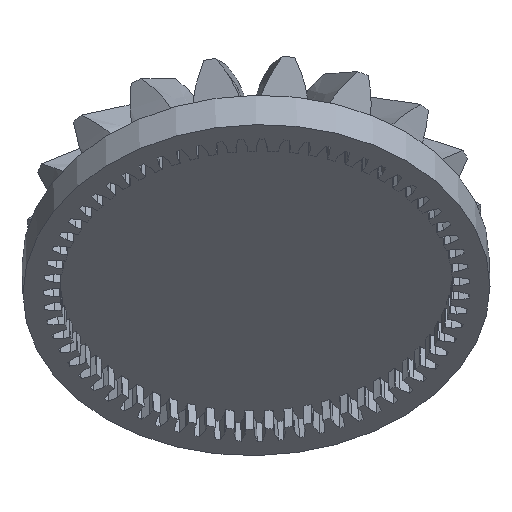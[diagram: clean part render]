
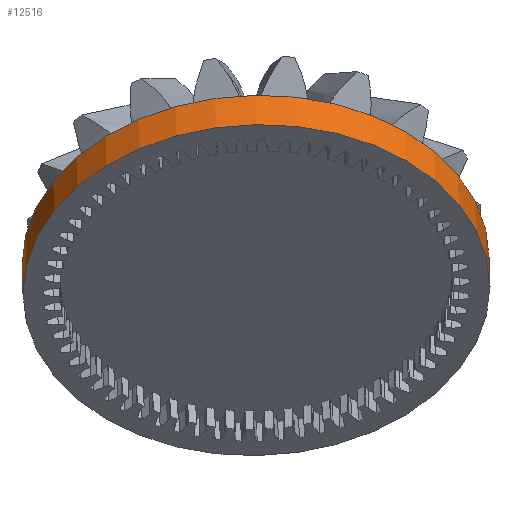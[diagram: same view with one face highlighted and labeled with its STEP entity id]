
A CAD part, top view. The second image highlights one B-rep face of the part: STEP entity #12516.
In plain terms, the highlighted cylindrical face has radius 45 mm (diameter 90 mm), a partial arc.
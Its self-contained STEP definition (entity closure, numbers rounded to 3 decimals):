
#1587=CARTESIAN_POINT('',(-0.707,22.263,
-22.274));
#1588=DIRECTION('',(0.022,-0.707,0.707));
#1589=DIRECTION('',(1.,0.016,-0.016));
#1590=AXIS2_PLACEMENT_3D('',#1587,#1588,#1589);
#1597=DIRECTION('',(0.022,-0.707,0.707));
#1598=VECTOR('',#1597,8.);
#1599=CARTESIAN_POINT('',(44.281,22.977,-22.988));
#1600=LINE('',#1599,#1598);
#1601=DIRECTION('',(0.022,-0.707,0.707));
#1602=VECTOR('',#1601,8.);
#1603=CARTESIAN_POINT('',(-45.696,21.548,
-21.559));
#1604=LINE('',#1603,#1602);
#1605=CARTESIAN_POINT('',(-0.528,16.609,
-16.617));
#1606=DIRECTION('',(0.022,-0.707,0.707));
#1607=DIRECTION('',(1.,0.016,-0.016));
#1608=AXIS2_PLACEMENT_3D('',#1605,#1606,#1607);
#10435=CARTESIAN_POINT('',(44.281,22.977,
-22.988));
#10436=CARTESIAN_POINT('',(-45.696,21.548,
-21.559));
#10437=VERTEX_POINT('',#10435);
#10438=VERTEX_POINT('',#10436);
#10439=CARTESIAN_POINT('',(44.461,17.323,
-17.332));
#10440=CARTESIAN_POINT('',(-45.516,15.894,
-15.902));
#10441=VERTEX_POINT('',#10439);
#10442=VERTEX_POINT('',#10440);
#12502=CARTESIAN_POINT('',(-0.707,22.263,
-22.274));
#12503=DIRECTION('',(0.022,-0.707,0.707));
#12504=DIRECTION('',(1.,0.016,-0.016));
#12505=AXIS2_PLACEMENT_3D('',#12502,#12503,#12504);
#12506=CYLINDRICAL_SURFACE('',#12505,45.);
#12507=ORIENTED_EDGE('',*,*,#12478,.F.);
#12509=ORIENTED_EDGE('',*,*,#12508,.T.);
#12511=ORIENTED_EDGE('',*,*,#12510,.T.);
#12513=ORIENTED_EDGE('',*,*,#12512,.F.);
#12514=EDGE_LOOP('',(#12507,#12509,#12511,#12513));
#12515=FACE_OUTER_BOUND('',#12514,.F.);
#12516=ADVANCED_FACE('',(#12515),#12506,.T.);
#1591=CIRCLE('',#1590,45.);
#1609=CIRCLE('',#1608,45.);
#12478=EDGE_CURVE('',#10437,#10438,#1591,.T.);
#12508=EDGE_CURVE('',#10437,#10441,#1600,.T.);
#12510=EDGE_CURVE('',#10441,#10442,#1609,.T.);
#12512=EDGE_CURVE('',#10438,#10442,#1604,.T.);
